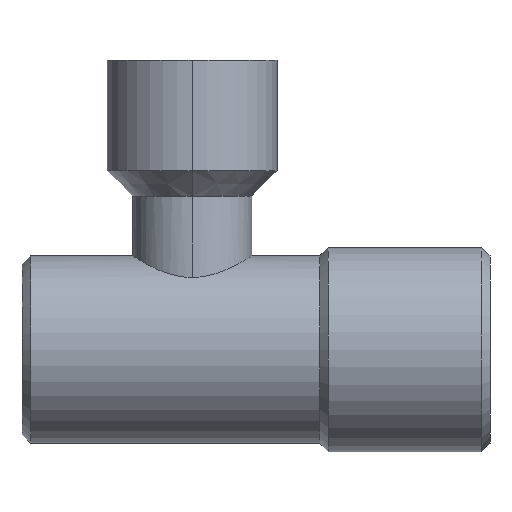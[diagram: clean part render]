
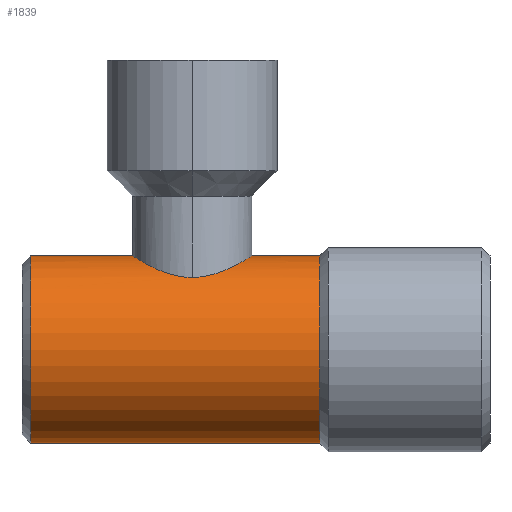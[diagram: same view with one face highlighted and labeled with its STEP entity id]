
A CAD part, left-side view. The second image highlights one B-rep face of the part: STEP entity #1839.
In plain terms, the highlighted cylindrical face has radius 11 mm (diameter 22 mm), a partial arc.
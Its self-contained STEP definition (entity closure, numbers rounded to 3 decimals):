
#39 = DIRECTION ( 'NONE',  ( 0., 0., -1. ) ) ;
#115 = CARTESIAN_POINT ( 'NONE',  ( -6.764, 36.86, 8.675 ) ) ;
#145 = CARTESIAN_POINT ( 'NONE',  ( -5.686, 39.089, 9.417 ) ) ;
#193 = CARTESIAN_POINT ( 'NONE',  ( -3.56, 28.956, 10.416 ) ) ;
#217 = CARTESIAN_POINT ( 'NONE',  ( -0.237, 42., 11. ) ) ;
#253 = CARTESIAN_POINT ( 'NONE',  ( 0., 20., 11. ) ) ;
#303 = EDGE_CURVE ( 'NONE', #1943, #1379, #1173, .T. ) ;
#343 = EDGE_CURVE ( 'NONE', #1400, #1943, #483, .T. ) ;
#373 = LINE ( 'NONE', #2858, #1056 ) ;
#386 = CARTESIAN_POINT ( 'NONE',  ( -5.12, 39.779, 9.737 ) ) ;
#410 = ORIENTED_EDGE ( 'NONE', *, *, #453, .F. ) ;
#421 = CARTESIAN_POINT ( 'NONE',  ( -4.3, 29.458, 10.133 ) ) ;
#442 = DIRECTION ( 'NONE',  ( 0., -1., 0. ) ) ;
#453 = EDGE_CURVE ( 'NONE', #2166, #2087, #2545, .T. ) ;
#455 = VERTEX_POINT ( 'NONE', #253 ) ;
#483 = CIRCLE ( 'NONE', #2764, 11. ) ;
#560 = ORIENTED_EDGE ( 'NONE', *, *, #343, .T. ) ;
#642 = DIRECTION ( 'NONE',  ( 0., -1., 0. ) ) ;
#688 = CARTESIAN_POINT ( 'NONE',  ( -5.276, 30.378, 9.659 ) ) ;
#704 = CARTESIAN_POINT ( 'NONE',  ( 0., 0., 0. ) ) ;
#717 = DIRECTION ( 'NONE',  ( 0., 0., -1. ) ) ;
#785 = CARTESIAN_POINT ( 'NONE',  ( -5.552, 39.269, 9.497 ) ) ;
#802 = CARTESIAN_POINT ( 'NONE',  ( 0., 54., 0. ) ) ;
#813 = DIRECTION ( 'NONE',  ( 0., -1., 0. ) ) ;
#828 = CARTESIAN_POINT ( 'NONE',  ( -4.308, 40.536, 10.129 ) ) ;
#844 = CARTESIAN_POINT ( 'NONE',  ( 0., 42., 11. ) ) ;
#849 = CARTESIAN_POINT ( 'NONE',  ( -6.753, 33.144, 8.683 ) ) ;
#863 = CARTESIAN_POINT ( 'NONE',  ( -1.178, 28.096, 10.939 ) ) ;
#866 = AXIS2_PLACEMENT_3D ( 'NONE', #704, #442, #717 ) ;
#881 = CARTESIAN_POINT ( 'NONE',  ( -0.471, 28.012, 10.992 ) ) ;
#951 = CARTESIAN_POINT ( 'NONE',  ( 0., 0., -11. ) ) ;
#972 = EDGE_LOOP ( 'NONE', ( #1873, #560, #1516, #1882, #1575, #410, #1367 ) ) ;
#974 = EDGE_CURVE ( 'NONE', #2087, #455, #1821, .T. ) ;
#1016 = CARTESIAN_POINT ( 'NONE',  ( -6.271, 38.142, 9.04 ) ) ;
#1029 = CARTESIAN_POINT ( 'NONE',  ( -0.944, 41.94, 10.962 ) ) ;
#1045 = CARTESIAN_POINT ( 'NONE',  ( -6.624, 37.308, 8.785 ) ) ;
#1056 = VECTOR ( 'NONE', #813, 1000. ) ;
#1064 = CARTESIAN_POINT ( 'NONE',  ( -1.176, 41.904, 10.939 ) ) ;
#1069 = CARTESIAN_POINT ( 'NONE',  ( -7., 34.526, 8.485 ) ) ;
#1082 = CARTESIAN_POINT ( 'NONE',  ( -6.538, 32.489, 8.847 ) ) ;
#1092 = CARTESIAN_POINT ( 'NONE',  ( 0., 0., 11. ) ) ;
#1119 = CARTESIAN_POINT ( 'NONE',  ( -3.159, 41.264, 10.546 ) ) ;
#1129 = DIRECTION ( 'NONE',  ( 0., -1., 0. ) ) ;
#1138 = CARTESIAN_POINT ( 'NONE',  ( -5.557, 30.72, 9.498 ) ) ;
#1173 = LINE ( 'NONE', #951, #1563 ) ;
#1269 = CARTESIAN_POINT ( 'NONE',  ( -3.557, 41.046, 10.417 ) ) ;
#1287 = CARTESIAN_POINT ( 'NONE',  ( -6.988, 35.477, 8.495 ) ) ;
#1308 = CARTESIAN_POINT ( 'NONE',  ( -6.617, 32.703, 8.788 ) ) ;
#1354 = FACE_OUTER_BOUND ( 'NONE', #972, .T. ) ;
#1361 = CARTESIAN_POINT ( 'NONE',  ( -4.644, 29.743, 9.978 ) ) ;
#1367 = ORIENTED_EDGE ( 'NONE', *, *, #2514, .F. ) ;
#1379 = VERTEX_POINT ( 'NONE', #2687 ) ;
#1400 = VERTEX_POINT ( 'NONE', #1754 ) ;
#1500 = CARTESIAN_POINT ( 'NONE',  ( -7., 35., 8.485 ) ) ;
#1516 = ORIENTED_EDGE ( 'NONE', *, *, #303, .T. ) ;
#1542 = CARTESIAN_POINT ( 'NONE',  ( -6.273, 31.86, 9.039 ) ) ;
#1563 = VECTOR ( 'NONE', #2088, 1000. ) ;
#1575 = ORIENTED_EDGE ( 'NONE', *, *, #974, .F. ) ;
#1592 = CARTESIAN_POINT ( 'NONE',  ( -7., 35., 8.485 ) ) ;
#1698 = DIRECTION ( 'NONE',  ( 0., -1., 0. ) ) ;
#1726 = CARTESIAN_POINT ( 'NONE',  ( -6.904, 36.176, 8.563 ) ) ;
#1754 = CARTESIAN_POINT ( 'NONE',  ( 0., 54., 11. ) ) ;
#1779 = CARTESIAN_POINT ( 'NONE',  ( -3.161, 28.737, 10.545 ) ) ;
#1808 = CARTESIAN_POINT ( 'NONE',  ( -0.235, 28., 11. ) ) ;
#1815 = CARTESIAN_POINT ( 'NONE',  ( 0., 20., 0. ) ) ;
#1821 = LINE ( 'NONE', #1092, #2475 ) ;
#1825 = CARTESIAN_POINT ( 'NONE',  ( 0., 28., 11. ) ) ;
#1826 = EDGE_CURVE ( 'NONE', #455, #1379, #2428, .T. ) ;
#1839 = ADVANCED_FACE ( 'NONE', ( #1354 ), #2061, .T. ) ;
#1873 = ORIENTED_EDGE ( 'NONE', *, *, #2595, .F. ) ;
#1882 = ORIENTED_EDGE ( 'NONE', *, *, #1826, .F. ) ;
#1921 = CARTESIAN_POINT ( 'NONE',  ( -6.94, 35.945, 8.535 ) ) ;
#1943 = VERTEX_POINT ( 'NONE', #2020 ) ;
#1953 = CARTESIAN_POINT ( 'NONE',  ( 0., 42., 11. ) ) ;
#1968 = CARTESIAN_POINT ( 'NONE',  ( -5.269, 39.614, 9.657 ) ) ;
#2020 = CARTESIAN_POINT ( 'NONE',  ( 0., 54., -11. ) ) ;
#2061 = CYLINDRICAL_SURFACE ( 'NONE', #866, 11. ) ;
#2087 = VERTEX_POINT ( 'NONE', #2483 ) ;
#2088 = DIRECTION ( 'NONE',  ( 0., -1., 0. ) ) ;
#2158 = CARTESIAN_POINT ( 'NONE',  ( -7., 35., 8.485 ) ) ;
#2166 = VERTEX_POINT ( 'NONE', #1592 ) ;
#2173 = CARTESIAN_POINT ( 'NONE',  ( -4.65, 40.251, 9.975 ) ) ;
#2189 = AXIS2_PLACEMENT_3D ( 'NONE', #1815, #1129, #39 ) ;
#2191 = CARTESIAN_POINT ( 'NONE',  ( -7., 35.237, 8.485 ) ) ;
#2197 = CARTESIAN_POINT ( 'NONE',  ( -6.952, 34.059, 8.525 ) ) ;
#2237 = CARTESIAN_POINT ( 'NONE',  ( -1.866, 28.237, 10.85 ) ) ;
#2277 = B_SPLINE_CURVE_WITH_KNOTS ( 'NONE', 3,
 ( #1953, #217, #2828, #1029, #1064, #2857, #2368, #1119, #1269, #828, #2173, #386, #1968, #785, #145, #2384, #1016, #1045, #115, #1726, #1921, #1287, #2191, #2158 ),
 .UNSPECIFIED., .F., .F.,
 ( 4, 2, 2, 2, 2, 2, 2, 2, 2, 2, 2, 4 ),
 ( 0.011, 0.012, 0.013, 0.014, 0.016, 0.017, 0.018, 0.018, 0.02, 0.021, 0.022, 0.023 ),
 .UNSPECIFIED. ) ;
#2368 = CARTESIAN_POINT ( 'NONE',  ( -2.313, 41.623, 10.763 ) ) ;
#2372 = DIRECTION ( 'NONE',  ( 0., 0., -1. ) ) ;
#2384 = CARTESIAN_POINT ( 'NONE',  ( -6.059, 38.534, 9.186 ) ) ;
#2405 = CARTESIAN_POINT ( 'NONE',  ( -6.812, 33.372, 8.637 ) ) ;
#2428 = CIRCLE ( 'NONE', #2189, 11. ) ;
#2475 = VECTOR ( 'NONE', #642, 1000. ) ;
#2482 = CARTESIAN_POINT ( 'NONE',  ( -2.308, 28.375, 10.764 ) ) ;
#2483 = CARTESIAN_POINT ( 'NONE',  ( 0., 28., 11. ) ) ;
#2509 = CARTESIAN_POINT ( 'NONE',  ( -6.055, 31.46, 9.188 ) ) ;
#2514 = EDGE_CURVE ( 'NONE', #2516, #2166, #2277, .T. ) ;
#2516 = VERTEX_POINT ( 'NONE', #844 ) ;
#2545 = B_SPLINE_CURVE_WITH_KNOTS ( 'NONE', 3,
 ( #1500, #1069, #2197, #2405, #849, #1308, #1082, #1542, #2509, #1138, #688, #1361, #421, #193, #1779, #2482, #2237, #863, #2697, #881, #1808, #1825 ),
 .UNSPECIFIED., .F., .F.,
 ( 4, 2, 2, 2, 2, 2, 2, 2, 2, 2, 4 ),
 ( 0.023, 0.024, 0.025, 0.025, 0.027, 0.028, 0.03, 0.031, 0.032, 0.033, 0.034 ),
 .UNSPECIFIED. ) ;
#2595 = EDGE_CURVE ( 'NONE', #1400, #2516, #373, .T. ) ;
#2687 = CARTESIAN_POINT ( 'NONE',  ( 0., 20., -11. ) ) ;
#2697 = CARTESIAN_POINT ( 'NONE',  ( -0.944, 28.06, 10.962 ) ) ;
#2764 = AXIS2_PLACEMENT_3D ( 'NONE', #802, #1698, #2372 ) ;
#2828 = CARTESIAN_POINT ( 'NONE',  ( -0.476, 41.988, 10.992 ) ) ;
#2857 = CARTESIAN_POINT ( 'NONE',  ( -1.862, 41.764, 10.851 ) ) ;
#2858 = CARTESIAN_POINT ( 'NONE',  ( 0., 0., 11. ) ) ;
